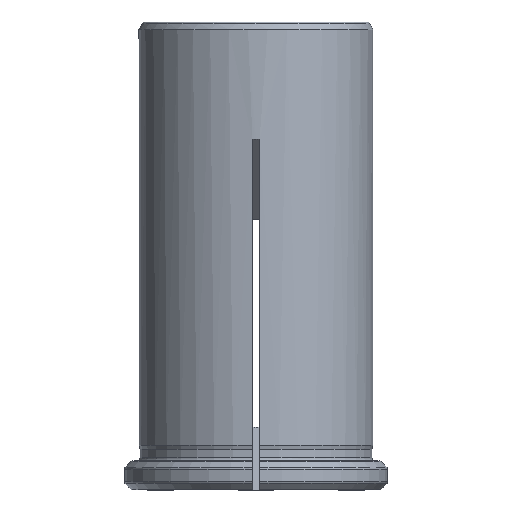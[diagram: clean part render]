
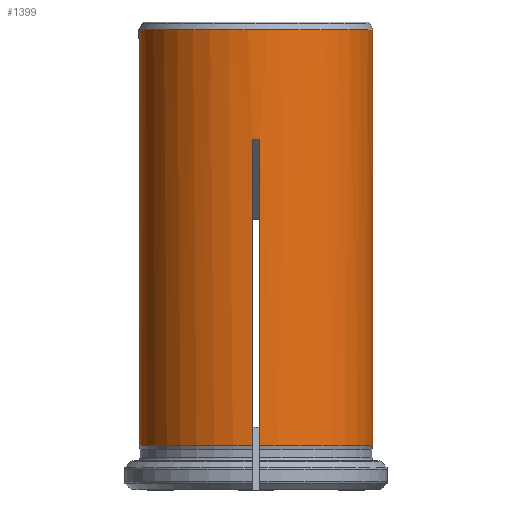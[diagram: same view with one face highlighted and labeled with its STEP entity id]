
A CAD part, front view. The second image highlights one B-rep face of the part: STEP entity #1399.
In plain terms, the highlighted cylindrical face has radius 16 mm (diameter 32 mm), a full revolution.
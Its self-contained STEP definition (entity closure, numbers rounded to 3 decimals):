
#163=ELLIPSE('',#1504,22.627,16.);
#164=ELLIPSE('',#1506,22.627,16.);
#165=ELLIPSE('',#1508,22.627,16.);
#166=ELLIPSE('',#1510,22.627,16.);
#195=LINE('',#2119,#271);
#196=LINE('',#2124,#272);
#197=LINE('',#2128,#273);
#198=LINE('',#2132,#274);
#199=LINE('',#2136,#275);
#200=LINE('',#2140,#276);
#201=LINE('',#2144,#277);
#202=LINE('',#2148,#278);
#271=VECTOR('',#1714,1000.);
#272=VECTOR('',#1717,1000.);
#273=VECTOR('',#1720,1000.);
#274=VECTOR('',#1723,1000.);
#275=VECTOR('',#1726,1000.);
#276=VECTOR('',#1729,1000.);
#277=VECTOR('',#1732,1000.);
#278=VECTOR('',#1735,1000.);
#370=ORIENTED_EDGE('',*,*,#820,.T.);
#371=ORIENTED_EDGE('',*,*,#821,.F.);
#372=ORIENTED_EDGE('',*,*,#822,.F.);
#373=ORIENTED_EDGE('',*,*,#823,.T.);
#374=ORIENTED_EDGE('',*,*,#824,.F.);
#375=ORIENTED_EDGE('',*,*,#825,.F.);
#376=ORIENTED_EDGE('',*,*,#826,.F.);
#377=ORIENTED_EDGE('',*,*,#827,.T.);
#378=ORIENTED_EDGE('',*,*,#828,.F.);
#379=ORIENTED_EDGE('',*,*,#829,.F.);
#380=ORIENTED_EDGE('',*,*,#830,.F.);
#381=ORIENTED_EDGE('',*,*,#831,.T.);
#382=ORIENTED_EDGE('',*,*,#832,.F.);
#383=ORIENTED_EDGE('',*,*,#833,.F.);
#384=ORIENTED_EDGE('',*,*,#834,.F.);
#385=ORIENTED_EDGE('',*,*,#835,.T.);
#386=ORIENTED_EDGE('',*,*,#836,.F.);
#820=EDGE_CURVE('',#1045,#1045,#1162,.T.);
#821=EDGE_CURVE('',#1046,#1047,#195,.F.);
#822=EDGE_CURVE('',#1048,#1046,#163,.T.);
#823=EDGE_CURVE('',#1048,#1049,#196,.F.);
#824=EDGE_CURVE('',#1050,#1049,#1163,.F.);
#825=EDGE_CURVE('',#1051,#1050,#197,.F.);
#826=EDGE_CURVE('',#1052,#1051,#164,.T.);
#827=EDGE_CURVE('',#1052,#1053,#198,.F.);
#828=EDGE_CURVE('',#1054,#1053,#1164,.F.);
#829=EDGE_CURVE('',#1055,#1054,#199,.F.);
#830=EDGE_CURVE('',#1056,#1055,#165,.T.);
#831=EDGE_CURVE('',#1056,#1057,#200,.F.);
#832=EDGE_CURVE('',#1058,#1057,#1165,.F.);
#833=EDGE_CURVE('',#1059,#1058,#201,.F.);
#834=EDGE_CURVE('',#1060,#1059,#166,.T.);
#835=EDGE_CURVE('',#1060,#1061,#202,.F.);
#836=EDGE_CURVE('',#1047,#1061,#1166,.F.);
#1045=VERTEX_POINT('',#2118);
#1046=VERTEX_POINT('',#2120);
#1047=VERTEX_POINT('',#2121);
#1048=VERTEX_POINT('',#2123);
#1049=VERTEX_POINT('',#2125);
#1050=VERTEX_POINT('',#2127);
#1051=VERTEX_POINT('',#2129);
#1052=VERTEX_POINT('',#2131);
#1053=VERTEX_POINT('',#2133);
#1054=VERTEX_POINT('',#2135);
#1055=VERTEX_POINT('',#2137);
#1056=VERTEX_POINT('',#2139);
#1057=VERTEX_POINT('',#2141);
#1058=VERTEX_POINT('',#2143);
#1059=VERTEX_POINT('',#2145);
#1060=VERTEX_POINT('',#2147);
#1061=VERTEX_POINT('',#2149);
#1162=CIRCLE('',#1503,16.);
#1163=CIRCLE('',#1505,16.);
#1164=CIRCLE('',#1507,16.);
#1165=CIRCLE('',#1509,16.);
#1166=CIRCLE('',#1511,16.);
#1218=EDGE_LOOP('',(#370));
#1219=EDGE_LOOP('',(#371,#372,#373,#374,#375,#376,#377,#378,#379,#380,#381,
#382,#383,#384,#385,#386));
#1304=FACE_BOUND('',#1218,.T.);
#1305=FACE_BOUND('',#1219,.T.);
#1386=CYLINDRICAL_SURFACE('',#1502,16.);
#1399=ADVANCED_FACE('',(#1304,#1305),#1386,.T.);
#1502=AXIS2_PLACEMENT_3D('',#2116,#1710,#1711);
#1503=AXIS2_PLACEMENT_3D('',#2117,#1712,#1713);
#1504=AXIS2_PLACEMENT_3D('',#2122,#1715,#1716);
#1505=AXIS2_PLACEMENT_3D('',#2126,#1718,#1719);
#1506=AXIS2_PLACEMENT_3D('',#2130,#1721,#1722);
#1507=AXIS2_PLACEMENT_3D('',#2134,#1724,#1725);
#1508=AXIS2_PLACEMENT_3D('',#2138,#1727,#1728);
#1509=AXIS2_PLACEMENT_3D('',#2142,#1730,#1731);
#1510=AXIS2_PLACEMENT_3D('',#2146,#1733,#1734);
#1511=AXIS2_PLACEMENT_3D('',#2150,#1736,#1737);
#1710=DIRECTION('',(0.,0.,1.));
#1711=DIRECTION('',(1.,0.,0.));
#1712=DIRECTION('',(0.,0.,-1.));
#1713=DIRECTION('',(-1.,0.,0.));
#1714=DIRECTION('',(0.,0.,1.));
#1715=DIRECTION('',(0.,-0.707,-0.707));
#1716=DIRECTION('',(0.,-0.707,0.707));
#1717=DIRECTION('',(0.,0.,1.));
#1718=DIRECTION('',(0.,0.,1.));
#1719=DIRECTION('',(1.,0.,0.));
#1720=DIRECTION('',(0.,0.,1.));
#1721=DIRECTION('',(0.707,0.,-0.707));
#1722=DIRECTION('',(0.707,0.,0.707));
#1723=DIRECTION('',(0.,0.,1.));
#1724=DIRECTION('',(0.,0.,1.));
#1725=DIRECTION('',(1.,0.,0.));
#1726=DIRECTION('',(0.,0.,1.));
#1727=DIRECTION('',(0.,0.707,-0.707));
#1728=DIRECTION('',(0.,0.707,0.707));
#1729=DIRECTION('',(0.,0.,1.));
#1730=DIRECTION('',(0.,0.,1.));
#1731=DIRECTION('',(1.,0.,0.));
#1732=DIRECTION('',(0.,0.,1.));
#1733=DIRECTION('',(-0.707,0.,-0.707));
#1734=DIRECTION('',(-0.707,0.,0.707));
#1735=DIRECTION('',(0.,0.,1.));
#1736=DIRECTION('',(0.,0.,1.));
#1737=DIRECTION('',(1.,0.,0.));
#2116=CARTESIAN_POINT('',(0.,0.,60.));
#2117=CARTESIAN_POINT('',(0.,0.,58.973));
#2118=CARTESIAN_POINT('',(-16.,0.,58.973));
#2119=CARTESIAN_POINT('',(-0.5,-15.992,60.));
#2120=CARTESIAN_POINT('',(-0.5,-15.992,43.992));
#2121=CARTESIAN_POINT('',(-0.5,-15.992,2.127));
#2122=CARTESIAN_POINT('',(0.,0.,28.));
#2123=CARTESIAN_POINT('',(0.5,-15.992,43.992));
#2124=CARTESIAN_POINT('',(0.5,-15.992,60.));
#2125=CARTESIAN_POINT('',(0.5,-15.992,2.127));
#2126=CARTESIAN_POINT('',(0.,0.,2.127));
#2127=CARTESIAN_POINT('',(15.992,-0.5,2.127));
#2128=CARTESIAN_POINT('',(15.992,-0.5,60.));
#2129=CARTESIAN_POINT('',(15.992,-0.5,43.992));
#2130=CARTESIAN_POINT('',(0.,0.,28.));
#2131=CARTESIAN_POINT('',(15.992,0.5,43.992));
#2132=CARTESIAN_POINT('',(15.992,0.5,60.));
#2133=CARTESIAN_POINT('',(15.992,0.5,2.127));
#2134=CARTESIAN_POINT('',(0.,0.,2.127));
#2135=CARTESIAN_POINT('',(0.5,15.992,2.127));
#2136=CARTESIAN_POINT('',(0.5,15.992,60.));
#2137=CARTESIAN_POINT('',(0.5,15.992,43.992));
#2138=CARTESIAN_POINT('',(0.,0.,28.));
#2139=CARTESIAN_POINT('',(-0.5,15.992,43.992));
#2140=CARTESIAN_POINT('',(-0.5,15.992,60.));
#2141=CARTESIAN_POINT('',(-0.5,15.992,2.127));
#2142=CARTESIAN_POINT('',(0.,0.,2.127));
#2143=CARTESIAN_POINT('',(-15.992,0.5,2.127));
#2144=CARTESIAN_POINT('',(-15.992,0.5,60.));
#2145=CARTESIAN_POINT('',(-15.992,0.5,43.992));
#2146=CARTESIAN_POINT('',(0.,0.,28.));
#2147=CARTESIAN_POINT('',(-15.992,-0.5,43.992));
#2148=CARTESIAN_POINT('',(-15.992,-0.5,60.));
#2149=CARTESIAN_POINT('',(-15.992,-0.5,2.127));
#2150=CARTESIAN_POINT('',(0.,0.,2.127));
